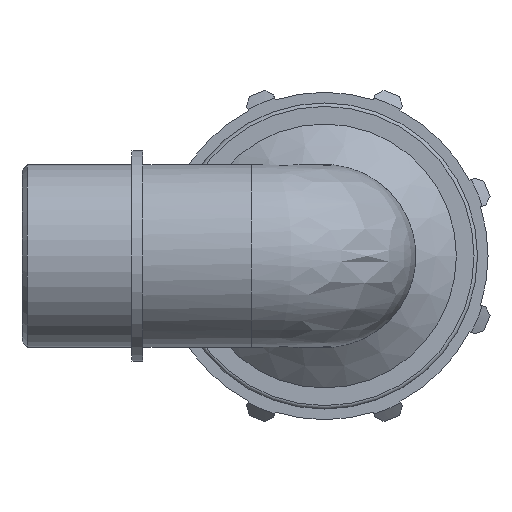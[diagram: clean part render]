
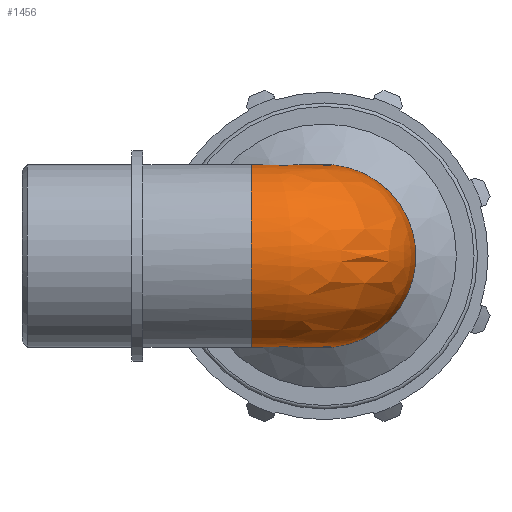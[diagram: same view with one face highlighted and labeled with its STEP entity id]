
A CAD part, left-side view. The second image highlights one B-rep face of the part: STEP entity #1456.
In plain terms, the highlighted free-form (B-spline) face has degree [2, 2] with [9, 3] control points.
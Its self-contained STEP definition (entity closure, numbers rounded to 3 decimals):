
#293=(
BOUNDED_SURFACE()
B_SPLINE_SURFACE(2,2,((#2136,#2137,#2138),(#2139,#2140,#2141),(#2142,#2143,
#2144),(#2145,#2146,#2147),(#2148,#2149,#2150),(#2151,#2152,#2153),(#2154,
#2155,#2156),(#2157,#2158,#2159),(#2160,#2161,#2162)),.UNSPECIFIED.,.F.,
 .F.,.F.)
B_SPLINE_SURFACE_WITH_KNOTS((3,2,2,2,3),(3,3),(-2.498,-1.249,
0.,1.249,2.498),(-3.142,-1.571),
 .UNSPECIFIED.)
GEOMETRIC_REPRESENTATION_ITEM()
RATIONAL_B_SPLINE_SURFACE(((1.,0.707,1.),(0.811,
0.574,0.811),(1.,0.707,1.),(0.811,
0.574,0.811),(1.,0.707,1.),(0.811,
0.574,0.811),(1.,0.707,1.),(0.811,
0.574,0.811),(1.,0.707,1.)))
REPRESENTATION_ITEM('')
SURFACE()
);
#330=FACE_OUTER_BOUND('',#418,.T.);
#418=EDGE_LOOP('',(#951,#952));
#530=CIRCLE('',#1544,16.625);
#533=CIRCLE('',#1550,16.625);
#600=VERTEX_POINT('',#2112);
#601=VERTEX_POINT('',#2114);
#742=EDGE_CURVE('',#600,#601,#530,.T.);
#747=EDGE_CURVE('',#600,#601,#533,.T.);
#951=ORIENTED_EDGE('',*,*,#747,.T.);
#952=ORIENTED_EDGE('',*,*,#742,.F.);
#1456=ADVANCED_FACE('',(#330),#293,.F.);
#1544=AXIS2_PLACEMENT_3D('',#2115,#1705,#1706);
#1550=AXIS2_PLACEMENT_3D('',#2133,#1717,#1718);
#1705=DIRECTION('center_axis',(1.,0.,0.));
#1706=DIRECTION('ref_axis',(0.,-1.,0.));
#1717=DIRECTION('center_axis',(0.,-1.,0.));
#1718=DIRECTION('ref_axis',(-1.,0.,0.));
#2112=CARTESIAN_POINT('',(13.3,13.3,9.975));
#2114=CARTESIAN_POINT('',(13.3,13.3,-9.975));
#2115=CARTESIAN_POINT('Origin',(13.3,0.,0.));
#2133=CARTESIAN_POINT('Origin',(0.,13.3,0.));
#2136=CARTESIAN_POINT('Ctrl Pts',(13.3,13.3,-9.975));
#2137=CARTESIAN_POINT('Ctrl Pts',(13.3,13.3,-9.975));
#2138=CARTESIAN_POINT('Ctrl Pts',(13.3,13.3,-9.975));
#2139=CARTESIAN_POINT('Ctrl Pts',(6.11,13.3,-19.561));
#2140=CARTESIAN_POINT('Ctrl Pts',(6.11,6.11,-19.561));
#2141=CARTESIAN_POINT('Ctrl Pts',(13.3,6.11,-19.561));
#2142=CARTESIAN_POINT('Ctrl Pts',(-5.257,13.3,-15.771));
#2143=CARTESIAN_POINT('Ctrl Pts',(-5.257,-5.257,-15.771));
#2144=CARTESIAN_POINT('Ctrl Pts',(13.3,-5.257,-15.771));
#2145=CARTESIAN_POINT('Ctrl Pts',(-16.625,13.3,-11.982));
#2146=CARTESIAN_POINT('Ctrl Pts',(-16.625,-16.625,-11.982));
#2147=CARTESIAN_POINT('Ctrl Pts',(13.3,-16.625,-11.982));
#2148=CARTESIAN_POINT('Ctrl Pts',(-16.625,13.3,0.));
#2149=CARTESIAN_POINT('Ctrl Pts',(-16.625,-16.625,0.));
#2150=CARTESIAN_POINT('Ctrl Pts',(13.3,-16.625,0.));
#2151=CARTESIAN_POINT('Ctrl Pts',(-16.625,13.3,11.982));
#2152=CARTESIAN_POINT('Ctrl Pts',(-16.625,-16.625,11.982));
#2153=CARTESIAN_POINT('Ctrl Pts',(13.3,-16.625,11.982));
#2154=CARTESIAN_POINT('Ctrl Pts',(-5.257,13.3,15.771));
#2155=CARTESIAN_POINT('Ctrl Pts',(-5.257,-5.257,15.771));
#2156=CARTESIAN_POINT('Ctrl Pts',(13.3,-5.257,15.771));
#2157=CARTESIAN_POINT('Ctrl Pts',(6.11,13.3,19.561));
#2158=CARTESIAN_POINT('Ctrl Pts',(6.11,6.11,19.561));
#2159=CARTESIAN_POINT('Ctrl Pts',(13.3,6.11,19.561));
#2160=CARTESIAN_POINT('Ctrl Pts',(13.3,13.3,9.975));
#2161=CARTESIAN_POINT('Ctrl Pts',(13.3,13.3,9.975));
#2162=CARTESIAN_POINT('Ctrl Pts',(13.3,13.3,9.975));
